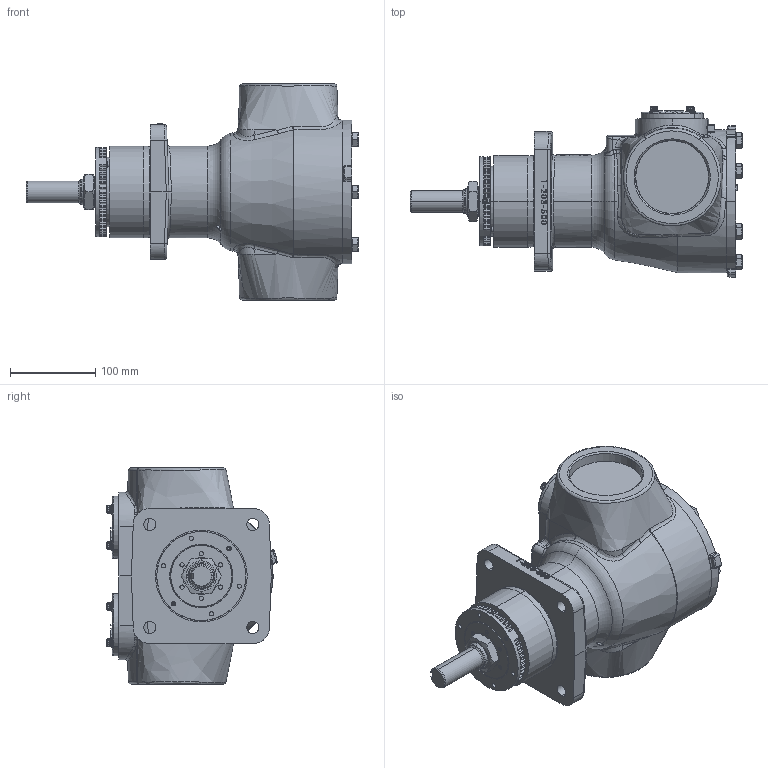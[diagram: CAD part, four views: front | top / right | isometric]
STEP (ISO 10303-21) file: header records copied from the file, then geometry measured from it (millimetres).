
FILE_DESCRIPTION (( 'STEP AP214' ), '1' );
FILE_NAME ('AL495.STEP', '2017-02-27T15:27:02', ( '' ), ( '' ), 'SwSTEP 2.0', 'SolidWorks 2016', '' );
FILE_SCHEMA (( 'AUTOMOTIVE_DESIGN' ));
Length unit declared in the file: inch
Products named in the file (2): AL495
Bounding box: 390.17 x 200.22 x 254 mm (x, y, z)
Volume: 6309473 mm3; surface area: 287290.8 mm2
Topology: 1 solids, 1 shells, 1710 faces, 4472 edges, 2850 vertices
Faces by surface type: plane 678, cylinder 457, bspline 336, cone 186, torus 51, sphere 2
Entity records: 119384 total; most frequent: CARTESIAN_POINT 64514, ORIENTED_EDGE 8904, DIRECTION 6970, EDGE_CURVE 4452, VERTEX_POINT 2850, AXIS2_PLACEMENT_3D 2664, EDGE_LOOP 1824, FACE_OUTER_BOUND 1710
